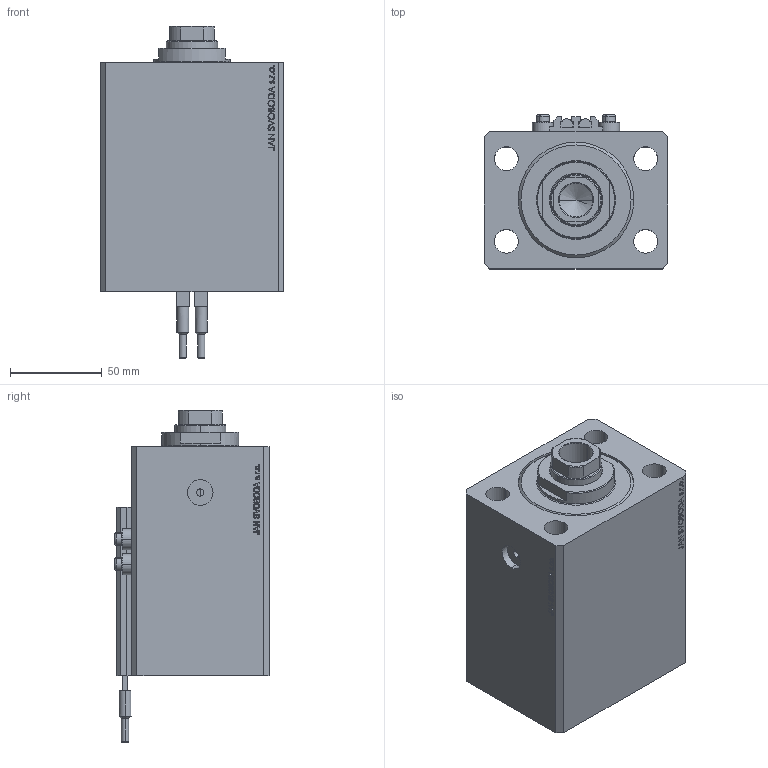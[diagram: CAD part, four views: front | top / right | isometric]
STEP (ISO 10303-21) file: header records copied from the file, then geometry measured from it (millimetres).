
FILE_DESCRIPTION (( 'STEP AP203' ), '1' );
FILE_NAME ('1db7.STEP', '2023-10-07T11:10:51', ( '' ), ( '' ), 'SwSTEP 2.0', 'SolidWorks 2019', '' );
FILE_SCHEMA (( 'CONFIG_CONTROL_DESIGN' ));
Length unit declared in the file: millimetre
Products named in the file (6): V250CE_C_Body 79f0a424d7ddfaf0c107c8d8a0f99a6a; V250CE_VC_C 79f0a424d7ddfaf0c107c8d8a0f99a6a; SWITCH_V250CE 79f0a424d7ddfaf0c107c8d8a0f99a6a; ALLEN BOLT V250CE 79f0a424d7ddfaf0c107c8d8a0f99a6a; V250CE_C_VCP 79f0a424d7ddfaf0c107c8d8a0f99a6a; 1db7
Assembly tree (9 placements, depth 2):
  1db7
    V250CE_C_Body 79f0a424d7ddfaf0c107c8d8a0f99a6a
    ALLEN BOLT V250CE 79f0a424d7ddfaf0c107c8d8a0f99a6a  x4
    V250CE_C_VCP 79f0a424d7ddfaf0c107c8d8a0f99a6a
    V250CE_VC_C 79f0a424d7ddfaf0c107c8d8a0f99a6a
    SWITCH_V250CE 79f0a424d7ddfaf0c107c8d8a0f99a6a  x2
Bounding box: 100 x 84 x 181 mm (x, y, z)
Volume: 823095.5 mm3; surface area: 145791.8 mm2
Topology: 10 solids, 10 shells, 1090 faces, 2718 edges, 1767 vertices
Faces by surface type: plane 536, bspline 374, cylinder 100, cone 62, torus 18
Entity records: 48179 total; most frequent: CARTESIAN_POINT 26008, ORIENTED_EDGE 5018, DIRECTION 3193, EDGE_CURVE 2509, VERTEX_POINT 1653, VECTOR 1521, LINE 1521, EDGE_LOOP 1114
